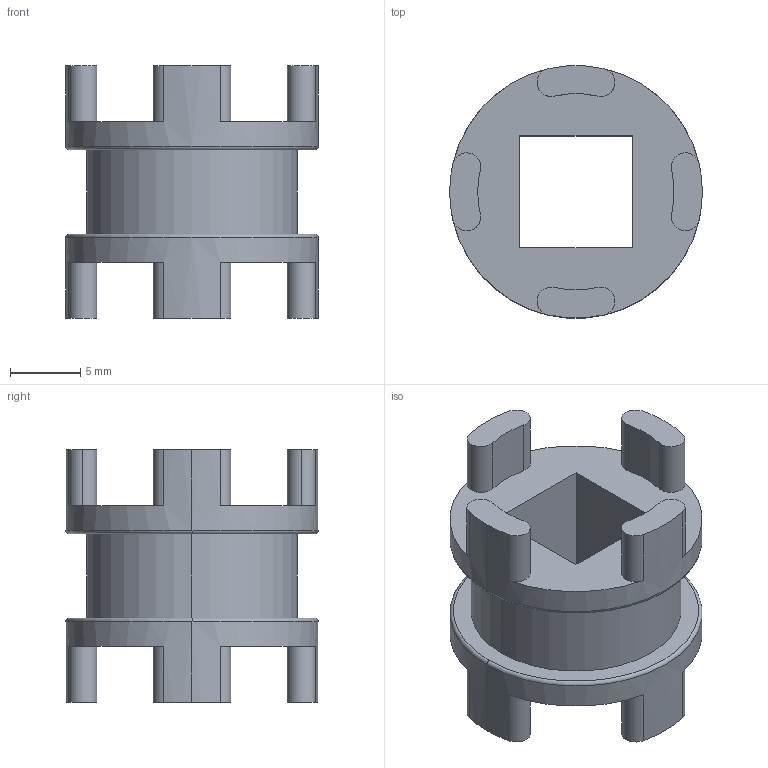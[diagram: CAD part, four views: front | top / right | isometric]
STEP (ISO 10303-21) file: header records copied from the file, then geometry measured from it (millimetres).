
FILE_DESCRIPTION (( 'STEP AP214' ), '1' );
FILE_NAME ('Selection_disk.STEP', '2021-05-31T22:46:53', ( '' ), ( '' ), 'SwSTEP 2.0', 'SolidWorks 2021', '' );
FILE_SCHEMA (( 'AUTOMOTIVE_DESIGN' ));
Length unit declared in the file: millimetre
Products named in the file (1): Selection_disk
Bounding box: 18 x 18 x 18 mm (x, y, z)
Volume: 1766.7 mm3; surface area: 1783.7 mm2
Topology: 1 solids, 1 shells, 60 faces, 164 edges, 108 vertices
Faces by surface type: cylinder 40, plane 16, torus 4
Entity records: 1998 total; most frequent: DIRECTION 390, CARTESIAN_POINT 333, ORIENTED_EDGE 328, AXIS2_PLACEMENT_3D 165, EDGE_CURVE 164, VERTEX_POINT 108, CIRCLE 104, EDGE_LOOP 64
